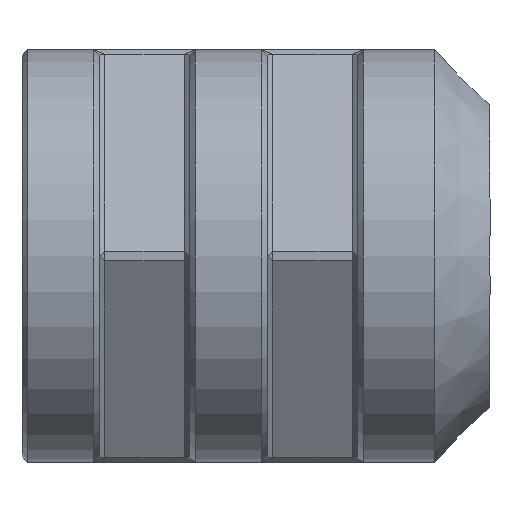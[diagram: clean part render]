
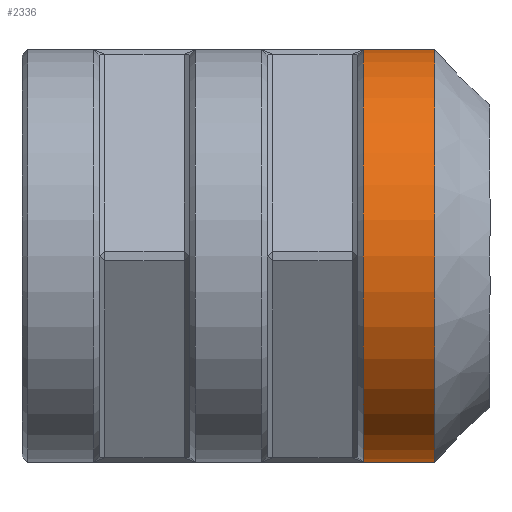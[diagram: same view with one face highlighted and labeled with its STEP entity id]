
A CAD part, left-side view. The second image highlights one B-rep face of the part: STEP entity #2336.
In plain terms, the highlighted cylindrical face has radius 7.5 mm (diameter 15 mm), a partial arc.
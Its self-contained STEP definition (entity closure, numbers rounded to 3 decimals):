
#31=CYLINDRICAL_SURFACE('',#2537,7.5);
#294=FACE_OUTER_BOUND('',#453,.T.);
#453=EDGE_LOOP('',(#2090,#2091,#2092,#2093,#2094));
#528=LINE('',#3351,#801);
#593=LINE('',#3502,#866);
#801=VECTOR('',#2684,10.);
#866=VECTOR('',#2813,10.);
#1057=CIRCLE('',#2533,7.5);
#1058=CIRCLE('',#2538,7.5);
#1059=CIRCLE('',#2539,7.5);
#1098=VERTEX_POINT('',#3346);
#1099=VERTEX_POINT('',#3350);
#1146=VERTEX_POINT('',#3499);
#1147=VERTEX_POINT('',#3501);
#1213=VERTEX_POINT('',#3796);
#1295=EDGE_CURVE('',#1099,#1098,#528,.T.);
#1368=EDGE_CURVE('',#1146,#1147,#593,.T.);
#1511=EDGE_CURVE('',#1099,#1146,#1057,.T.);
#1515=EDGE_CURVE('',#1213,#1098,#1058,.T.);
#1516=EDGE_CURVE('',#1147,#1213,#1059,.T.);
#2090=ORIENTED_EDGE('',*,*,#1511,.F.);
#2091=ORIENTED_EDGE('',*,*,#1295,.T.);
#2092=ORIENTED_EDGE('',*,*,#1515,.F.);
#2093=ORIENTED_EDGE('',*,*,#1516,.F.);
#2094=ORIENTED_EDGE('',*,*,#1368,.F.);
#2336=ADVANCED_FACE('',(#294),#31,.T.);
#2533=AXIS2_PLACEMENT_3D('',#3788,#3128,#3129);
#2537=AXIS2_PLACEMENT_3D('',#3795,#3139,#3140);
#2538=AXIS2_PLACEMENT_3D('',#3797,#3141,#3142);
#2539=AXIS2_PLACEMENT_3D('',#3798,#3143,#3144);
#2684=DIRECTION('',(0.,-1.,0.));
#2813=DIRECTION('',(0.,-1.,0.));
#3128=DIRECTION('center_axis',(0.,1.,0.));
#3129=DIRECTION('ref_axis',(-1.,0.,0.));
#3139=DIRECTION('center_axis',(0.,-1.,0.));
#3140=DIRECTION('ref_axis',(-1.,0.,0.));
#3141=DIRECTION('center_axis',(0.,-1.,0.));
#3142=DIRECTION('ref_axis',(1.,0.,0.));
#3143=DIRECTION('center_axis',(0.,-1.,0.));
#3144=DIRECTION('ref_axis',(1.,0.,0.));
#3346=CARTESIAN_POINT('',(-8.5,0.,0.));
#3350=CARTESIAN_POINT('',(-8.5,2.6,0.));
#3351=CARTESIAN_POINT('',(-8.5,2.8,0.));
#3499=CARTESIAN_POINT('',(-8.5,2.6,15.));
#3501=CARTESIAN_POINT('',(-8.5,0.,15.));
#3502=CARTESIAN_POINT('',(-8.5,2.8,15.));
#3788=CARTESIAN_POINT('Origin',(-8.5,2.6,7.5));
#3795=CARTESIAN_POINT('Origin',(-8.5,2.8,7.5));
#3796=CARTESIAN_POINT('',(-16.,0.,7.5));
#3797=CARTESIAN_POINT('Origin',(-8.5,0.,
7.5));
#3798=CARTESIAN_POINT('Origin',(-8.5,0.,
7.5));
